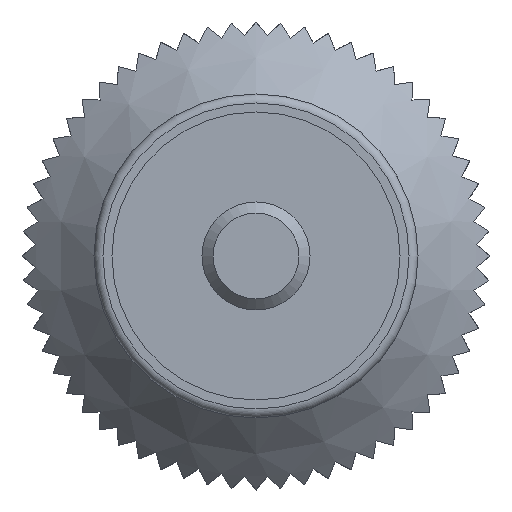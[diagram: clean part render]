
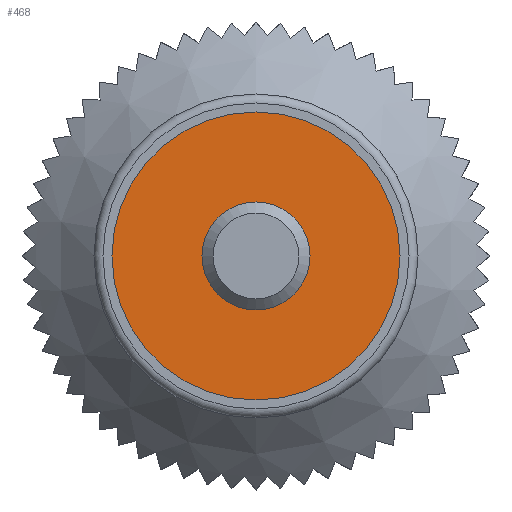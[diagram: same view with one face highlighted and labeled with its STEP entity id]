
A CAD part, front view. The second image highlights one B-rep face of the part: STEP entity #468.
In plain terms, the highlighted planar face has unit normal (0, -1, 0).
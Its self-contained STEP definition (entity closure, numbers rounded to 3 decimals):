
#468 = ADVANCED_FACE( '', ( #1019, #1020 ), #1021, .F. );
#1019 = FACE_BOUND( '', #1648, .T. );
#1020 = FACE_OUTER_BOUND( '', #1649, .T. );
#1021 = PLANE( '', #1650 );
#1648 = EDGE_LOOP( '', ( #3055 ) );
#1649 = EDGE_LOOP( '', ( #3056 ) );
#1650 = AXIS2_PLACEMENT_3D( '', #3057, #3058, #3059 );
#3055 = ORIENTED_EDGE( '', *, *, #4392, .F. );
#3056 = ORIENTED_EDGE( '', *, *, #4492, .T. );
#3057 = CARTESIAN_POINT( '', ( 8., 0., 0. ) );
#3058 = DIRECTION( '', ( 0., 1., 0. ) );
#3059 = DIRECTION( '', ( 0., 0., 1. ) );
#4392 = EDGE_CURVE( '', #5510, #5510, #5511, .F. );
#4492 = EDGE_CURVE( '', #5645, #5645, #5646, .T. );
#5510 = VERTEX_POINT( '', #8041 );
#5511 = CIRCLE( '', #8042, 3. );
#5645 = VERTEX_POINT( '', #8317 );
#5646 = CIRCLE( '', #8318, 8. );
#8041 = CARTESIAN_POINT( '', ( 0., 0., 3. ) );
#8042 = AXIS2_PLACEMENT_3D( '', #9121, #9122, #9123 );
#8317 = CARTESIAN_POINT( '', ( 0., 0., -8. ) );
#8318 = AXIS2_PLACEMENT_3D( '', #9181, #9182, #9183 );
#9121 = CARTESIAN_POINT( '', ( 0., 0., 0. ) );
#9122 = DIRECTION( '', ( 0., 1., 0. ) );
#9123 = DIRECTION( '', ( 0., 0., 1. ) );
#9181 = CARTESIAN_POINT( '', ( 0., 0., 0. ) );
#9182 = DIRECTION( '', ( 0., -1., 0. ) );
#9183 = DIRECTION( '', ( 0., 0., -1. ) );
